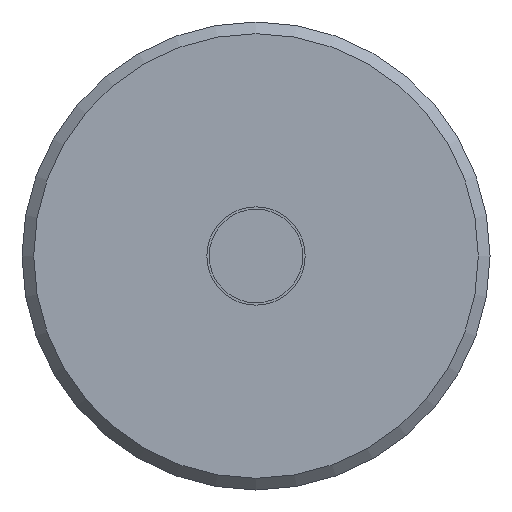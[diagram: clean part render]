
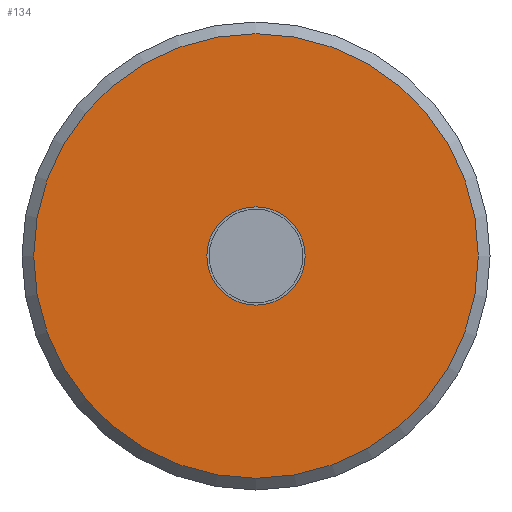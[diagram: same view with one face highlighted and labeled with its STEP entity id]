
A CAD part, front view. The second image highlights one B-rep face of the part: STEP entity #134.
In plain terms, the highlighted planar face has unit normal (0, -1, 0).
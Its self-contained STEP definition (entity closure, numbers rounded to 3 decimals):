
#134=ADVANCED_FACE('',(#247,#248),#249,.T.);
#247=FACE_BOUND('',#347,.T.);
#248=FACE_OUTER_BOUND('',#348,.T.);
#249=PLANE('',#349);
#347=EDGE_LOOP('',(#499));
#348=EDGE_LOOP('',(#500));
#349=AXIS2_PLACEMENT_3D('',#501,#502,#503);
#499=ORIENTED_EDGE('',*,*,#577,.F.);
#500=ORIENTED_EDGE('',*,*,#580,.T.);
#501=CARTESIAN_POINT('',(5.0,0.0,0.0));
#502=DIRECTION('',(0.0,-1.0,0.0));
#503=DIRECTION('',(0.0,0.0,-1.0));
#577=EDGE_CURVE('',#655,#655,#656,.T.);
#580=EDGE_CURVE('',#660,#660,#661,.T.);
#655=VERTEX_POINT('',#757);
#656=CIRCLE('',#758,2.1);
#660=VERTEX_POINT('',#762);
#661=CIRCLE('',#763,9.5);
#757=CARTESIAN_POINT('',(0.,0.0,-2.1));
#758=AXIS2_PLACEMENT_3D('',#822,#823,#824);
#762=CARTESIAN_POINT('',(0.0,0.0,-9.5));
#763=AXIS2_PLACEMENT_3D('',#828,#829,#830);
#822=CARTESIAN_POINT('',(0.,0.0,0.0));
#823=DIRECTION('',(0.0,-1.0,0.0));
#824=DIRECTION('',(0.0,0.0,-1.0));
#828=CARTESIAN_POINT('',(0.0,0.0,0.0));
#829=DIRECTION('',(0.0,-1.0,0.0));
#830=DIRECTION('',(0.0,0.0,-1.0));
